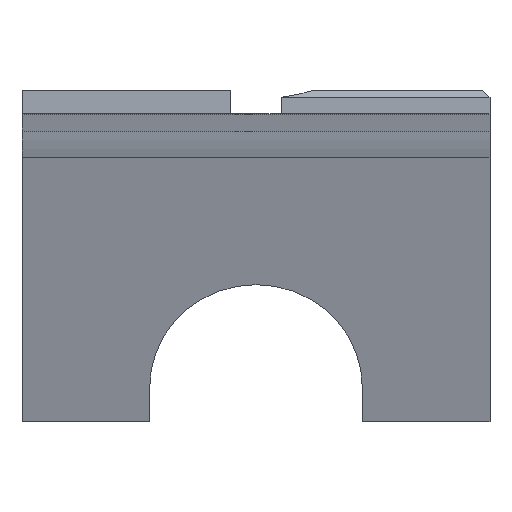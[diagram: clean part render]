
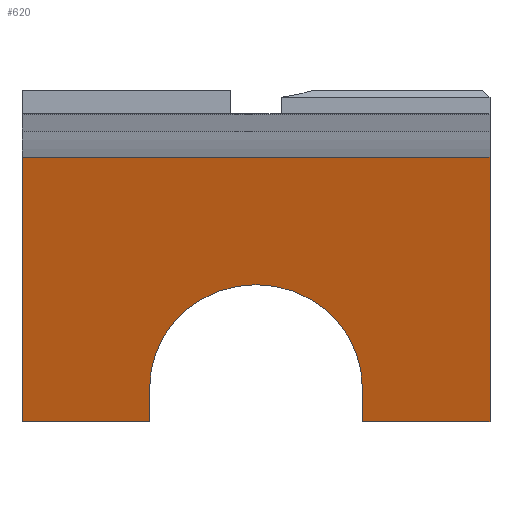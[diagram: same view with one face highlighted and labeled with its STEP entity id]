
A CAD part, top view. The second image highlights one B-rep face of the part: STEP entity #620.
In plain terms, the highlighted planar face has unit normal (0, -0.259, 0.966).
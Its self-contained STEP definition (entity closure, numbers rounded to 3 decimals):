
#8 = EDGE_CURVE ( 'NONE', #151, #147, #780, .T. ) ;
#18 = EDGE_CURVE ( 'NONE', #182, #162, #790, .T. ) ;
#43 = AXIS2_PLACEMENT_3D ( 'NONE', #363, #364, #385 ) ;
#87 = AXIS2_PLACEMENT_3D ( 'NONE', #473, #471, #464 ) ;
#94 = EDGE_CURVE ( 'NONE', #163, #187, #699, .T. ) ;
#109 = EDGE_CURVE ( 'NONE', #144, #138, #278, .T. ) ;
#114 = EDGE_CURVE ( 'NONE', #187, #151, #284, .T. ) ;
#120 = EDGE_CURVE ( 'NONE', #144, #182, #294, .T. ) ;
#121 = EDGE_CURVE ( 'NONE', #163, #138, #296, .T. ) ;
#128 = EDGE_CURVE ( 'NONE', #162, #147, #302, .T. ) ;
#138 = VERTEX_POINT ( 'NONE', #229 ) ;
#144 = VERTEX_POINT ( 'NONE', #252 ) ;
#147 = VERTEX_POINT ( 'NONE', #263 ) ;
#151 = VERTEX_POINT ( 'NONE', #251 ) ;
#162 = VERTEX_POINT ( 'NONE', #217 ) ;
#163 = VERTEX_POINT ( 'NONE', #233 ) ;
#182 = VERTEX_POINT ( 'NONE', #440 ) ;
#187 = VERTEX_POINT ( 'NONE', #406 ) ;
#217 = CARTESIAN_POINT ( 'NONE',  ( -14.4, -5.077, -3.001 ) ) ;
#219 = DIRECTION ( 'NONE',  ( 0., -0.966, -0.259 ) ) ;
#229 = CARTESIAN_POINT ( 'NONE',  ( 0., -6.526, -3.389 ) ) ;
#233 = CARTESIAN_POINT ( 'NONE',  ( 0., 4.649, -0.395 ) ) ;
#240 = CARTESIAN_POINT ( 'NONE',  ( -14.4, -5.56, -3.13 ) ) ;
#251 = CARTESIAN_POINT ( 'NONE',  ( -19.8, -6.526, -3.389 ) ) ;
#252 = CARTESIAN_POINT ( 'NONE',  ( -5.4, -6.526, -3.389 ) ) ;
#263 = CARTESIAN_POINT ( 'NONE',  ( -14.4, -6.526, -3.389 ) ) ;
#278 = LINE ( 'NONE', #776, #279 ) ;
#279 = VECTOR ( 'NONE', #758, 1000. ) ;
#284 = LINE ( 'NONE', #718, #285 ) ;
#285 = VECTOR ( 'NONE', #765, 1000. ) ;
#294 = LINE ( 'NONE', #742, #295 ) ;
#295 = VECTOR ( 'NONE', #746, 1000. ) ;
#296 = LINE ( 'NONE', #741, #297 ) ;
#297 = VECTOR ( 'NONE', #725, 1000. ) ;
#302 = LINE ( 'NONE', #240, #303 ) ;
#303 = VECTOR ( 'NONE', #219, 1000. ) ;
#333 = FACE_OUTER_BOUND ( 'NONE', #883, .T. ) ;
#363 = CARTESIAN_POINT ( 'NONE',  ( -9.9, -5.077, -3.001 ) ) ;
#364 = DIRECTION ( 'NONE',  ( 0., -0.259, 0.966 ) ) ;
#383 = DIRECTION ( 'NONE',  ( 1., 0., 0. ) ) ;
#385 = DIRECTION ( 'NONE',  ( 0., 0.966, 0.259 ) ) ;
#393 = CARTESIAN_POINT ( 'NONE',  ( -19.8, -6.526, -3.389 ) ) ;
#406 = CARTESIAN_POINT ( 'NONE',  ( -19.8, 4.649, -0.395 ) ) ;
#440 = CARTESIAN_POINT ( 'NONE',  ( -5.4, -5.077, -3.001 ) ) ;
#464 = DIRECTION ( 'NONE',  ( 0., -0.966, -0.259 ) ) ;
#467 = PLANE ( 'NONE',  #87 ) ;
#471 = DIRECTION ( 'NONE',  ( 0., -0.259, 0.966 ) ) ;
#473 = CARTESIAN_POINT ( 'NONE',  ( -19.8, -6.526, -3.389 ) ) ;
#620 = ADVANCED_FACE ( 'NONE', ( #333 ), #467, .T. ) ;
#699 = LINE ( 'NONE', #719, #700 ) ;
#700 = VECTOR ( 'NONE', #727, 1000. ) ;
#718 = CARTESIAN_POINT ( 'NONE',  ( -19.8, -6.526, -3.389 ) ) ;
#719 = CARTESIAN_POINT ( 'NONE',  ( -76.279, 4.649, -0.395 ) ) ;
#725 = DIRECTION ( 'NONE',  ( 0., -0.966, -0.259 ) ) ;
#727 = DIRECTION ( 'NONE',  ( -1., 0., 0. ) ) ;
#741 = CARTESIAN_POINT ( 'NONE',  ( 0., -6.526, -3.389 ) ) ;
#742 = CARTESIAN_POINT ( 'NONE',  ( -5.4, -5.077, -3.001 ) ) ;
#746 = DIRECTION ( 'NONE',  ( 0., 0.966, 0.259 ) ) ;
#758 = DIRECTION ( 'NONE',  ( 1., 0., 0. ) ) ;
#765 = DIRECTION ( 'NONE',  ( 0., -0.966, -0.259 ) ) ;
#776 = CARTESIAN_POINT ( 'NONE',  ( -19.8, -6.526, -3.389 ) ) ;
#780 = LINE ( 'NONE', #393, #814 ) ;
#790 = CIRCLE ( 'NONE', #43, 4.5 ) ;
#814 = VECTOR ( 'NONE', #383, 1000. ) ;
#883 = EDGE_LOOP ( 'NONE', ( #979, #992, #960, #966, #972, #971, #949, #944 ) ) ;
#944 = ORIENTED_EDGE ( 'NONE', *, *, #8, .T. ) ;
#949 = ORIENTED_EDGE ( 'NONE', *, *, #114, .T. ) ;
#960 = ORIENTED_EDGE ( 'NONE', *, *, #120, .F. ) ;
#966 = ORIENTED_EDGE ( 'NONE', *, *, #109, .T. ) ;
#971 = ORIENTED_EDGE ( 'NONE', *, *, #94, .T. ) ;
#972 = ORIENTED_EDGE ( 'NONE', *, *, #121, .F. ) ;
#979 = ORIENTED_EDGE ( 'NONE', *, *, #128, .F. ) ;
#992 = ORIENTED_EDGE ( 'NONE', *, *, #18, .F. ) ;
